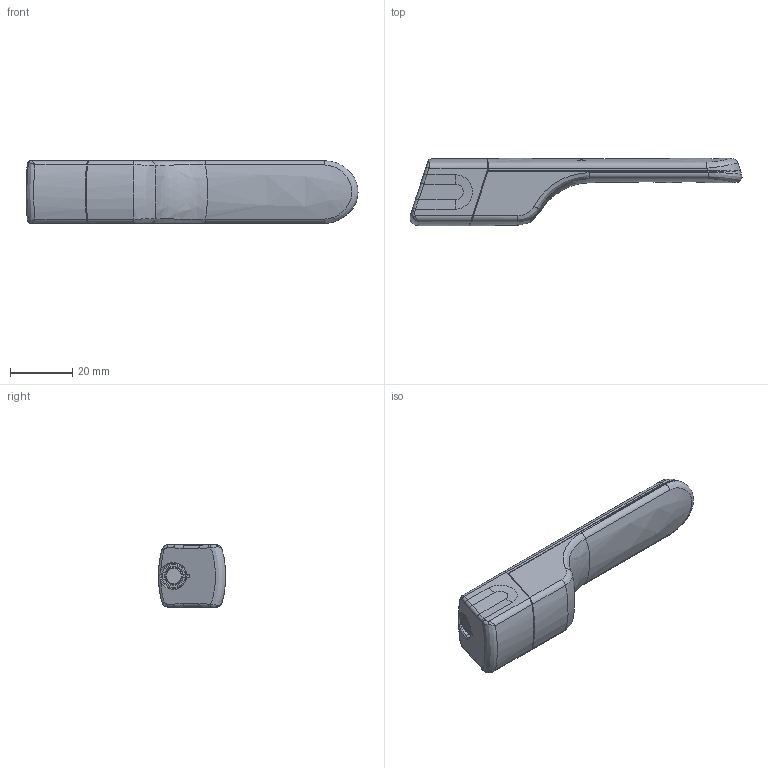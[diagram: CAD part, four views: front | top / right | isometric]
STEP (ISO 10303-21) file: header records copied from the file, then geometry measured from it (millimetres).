
FILE_DESCRIPTION (( 'STEP AP203' ), '1' );
FILE_NAME ('MDL CARTRIDGE.STEP', '2024-01-18T02:40:19', ( '' ), ( '' ), 'SwSTEP 2.0', 'SolidWorks 2021', '' );
FILE_SCHEMA (( 'CONFIG_CONTROL_DESIGN' ));
Length unit declared in the file: millimetre
Products named in the file (15): 5 microL Sample Capillary Tube; 6mm x 1mm oring; Buffer Container Reservoir; Buffer Plug; Buffer Plunger; Cartridge Cap_5 microL; Foil Seal; Paper_LF_Assay; SurgiLance; Cartridge Body_Hemoglobin; Cartridge Cap_50 microL; Cartridge Upper; MDL CARTRIDGE; Buffer Solution; Cartridge Lower
Assembly tree (16 placements, depth 3):
  MDL CARTRIDGE
    Cartridge Cap_5 microL
      SurgiLance
      5 microL Sample Capillary Tube  x2
      Cartridge Cap_50 microL
    Buffer Container Reservoir
      Buffer Plunger
      Foil Seal
      Buffer Plug
      6mm x 1mm oring  x2
      Buffer Solution
    Cartridge Body_Hemoglobin
      Cartridge Lower
      Cartridge Upper
      Paper_LF_Assay
Bounding box: 106.25 x 21.48 x 20 mm (x, y, z)
Volume: 12290.5 mm3; surface area: 20178.3 mm2
Topology: 14 solids, 14 shells, 1005 faces, 2661 edges, 1691 vertices
Faces by surface type: plane 499, cylinder 278, bspline 126, torus 55, cone 37, sphere 10
Entity records: 40468 total; most frequent: CARTESIAN_POINT 15757, ORIENTED_EDGE 5246, DIRECTION 4230, EDGE_CURVE 2623, VERTEX_POINT 1679, VECTOR 1490, LINE 1490, AXIS2_PLACEMENT_3D 1370
